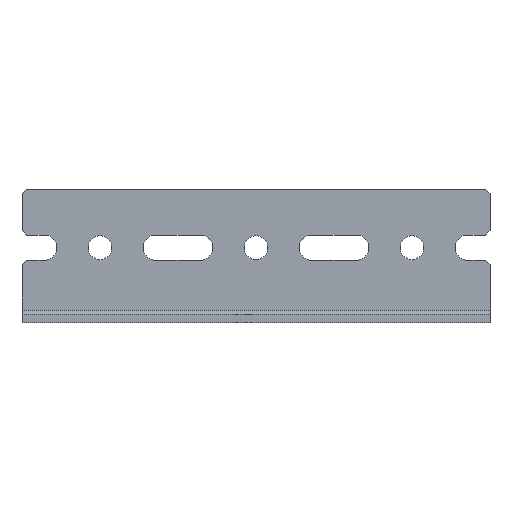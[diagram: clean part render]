
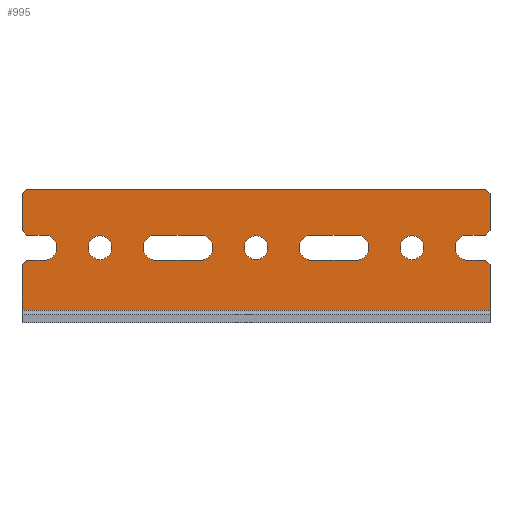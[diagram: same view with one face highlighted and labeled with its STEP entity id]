
A CAD part, top view. The second image highlights one B-rep face of the part: STEP entity #995.
In plain terms, the highlighted planar face has unit normal (0, 0, 1).
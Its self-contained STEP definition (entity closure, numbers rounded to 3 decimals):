
#26=PLANE('',#1092);
#56=LINE('',#1427,#148);
#64=LINE('',#1457,#156);
#74=LINE('',#1532,#166);
#78=LINE('',#1541,#170);
#99=LINE('',#1580,#191);
#101=LINE('',#1584,#193);
#102=LINE('',#1586,#194);
#103=LINE('',#1587,#195);
#104=LINE('',#1589,#196);
#105=LINE('',#1590,#197);
#106=LINE('',#1591,#198);
#107=LINE('',#1592,#199);
#108=LINE('',#1594,#200);
#109=LINE('',#1598,#201);
#110=LINE('',#1600,#202);
#111=LINE('',#1601,#203);
#112=LINE('',#1602,#204);
#113=LINE('',#1603,#205);
#114=LINE('',#1604,#206);
#115=LINE('',#1605,#207);
#148=VECTOR('',#1147,1000.);
#156=VECTOR('',#1173,1000.);
#166=VECTOR('',#1249,1000.);
#170=VECTOR('',#1255,1000.);
#191=VECTOR('',#1284,1000.);
#193=VECTOR('',#1288,1000.);
#194=VECTOR('',#1289,1000.);
#195=VECTOR('',#1290,1000.);
#196=VECTOR('',#1291,1000.);
#197=VECTOR('',#1292,1000.);
#198=VECTOR('',#1293,1000.);
#199=VECTOR('',#1294,1000.);
#200=VECTOR('',#1295,1000.);
#201=VECTOR('',#1298,1000.);
#202=VECTOR('',#1299,1000.);
#203=VECTOR('',#1300,1000.);
#204=VECTOR('',#1301,1000.);
#205=VECTOR('',#1302,1000.);
#206=VECTOR('',#1303,1000.);
#207=VECTOR('',#1304,1000.);
#329=ORIENTED_EDGE('',*,*,#506,.T.);
#330=ORIENTED_EDGE('',*,*,#581,.T.);
#331=ORIENTED_EDGE('',*,*,#582,.T.);
#332=ORIENTED_EDGE('',*,*,#500,.T.);
#333=ORIENTED_EDGE('',*,*,#583,.T.);
#334=ORIENTED_EDGE('',*,*,#584,.T.);
#335=ORIENTED_EDGE('',*,*,#556,.T.);
#336=ORIENTED_EDGE('',*,*,#585,.T.);
#337=ORIENTED_EDGE('',*,*,#579,.T.);
#338=ORIENTED_EDGE('',*,*,#586,.T.);
#339=ORIENTED_EDGE('',*,*,#552,.T.);
#340=ORIENTED_EDGE('',*,*,#587,.T.);
#341=ORIENTED_EDGE('',*,*,#588,.T.);
#342=ORIENTED_EDGE('',*,*,#589,.T.);
#343=ORIENTED_EDGE('',*,*,#590,.T.);
#344=ORIENTED_EDGE('',*,*,#591,.T.);
#345=ORIENTED_EDGE('',*,*,#520,.T.);
#346=ORIENTED_EDGE('',*,*,#592,.F.);
#347=ORIENTED_EDGE('',*,*,#593,.T.);
#348=ORIENTED_EDGE('',*,*,#512,.T.);
#349=ORIENTED_EDGE('',*,*,#594,.T.);
#350=ORIENTED_EDGE('',*,*,#531,.T.);
#351=ORIENTED_EDGE('',*,*,#595,.T.);
#352=ORIENTED_EDGE('',*,*,#516,.T.);
#353=ORIENTED_EDGE('',*,*,#596,.T.);
#354=ORIENTED_EDGE('',*,*,#537,.T.);
#355=ORIENTED_EDGE('',*,*,#528,.T.);
#356=ORIENTED_EDGE('',*,*,#534,.T.);
#357=ORIENTED_EDGE('',*,*,#597,.T.);
#500=EDGE_CURVE('',#632,#633,#728,.T.);
#506=EDGE_CURVE('',#639,#638,#56,.T.);
#512=EDGE_CURVE('',#644,#645,#732,.T.);
#516=EDGE_CURVE('',#648,#649,#734,.T.);
#520=EDGE_CURVE('',#652,#653,#64,.T.);
#528=EDGE_CURVE('',#660,#660,#738,.T.);
#531=EDGE_CURVE('',#664,#662,#740,.T.);
#534=EDGE_CURVE('',#666,#666,#742,.T.);
#537=EDGE_CURVE('',#670,#668,#744,.T.);
#552=EDGE_CURVE('',#684,#685,#74,.T.);
#556=EDGE_CURVE('',#688,#689,#78,.T.);
#579=EDGE_CURVE('',#702,#701,#99,.T.);
#581=EDGE_CURVE('',#638,#703,#101,.T.);
#582=EDGE_CURVE('',#703,#632,#102,.F.);
#583=EDGE_CURVE('',#633,#704,#103,.T.);
#584=EDGE_CURVE('',#704,#688,#104,.T.);
#585=EDGE_CURVE('',#689,#702,#105,.F.);
#586=EDGE_CURVE('',#701,#684,#106,.F.);
#587=EDGE_CURVE('',#685,#705,#107,.T.);
#588=EDGE_CURVE('',#705,#706,#108,.T.);
#589=EDGE_CURVE('',#706,#707,#760,.T.);
#590=EDGE_CURVE('',#707,#708,#109,.F.);
#591=EDGE_CURVE('',#708,#652,#110,.T.);
#592=EDGE_CURVE('',#639,#653,#111,.T.);
#593=EDGE_CURVE('',#662,#644,#112,.F.);
#594=EDGE_CURVE('',#645,#664,#113,.T.);
#595=EDGE_CURVE('',#668,#648,#114,.F.);
#596=EDGE_CURVE('',#649,#670,#115,.T.);
#597=EDGE_CURVE('',#709,#709,#761,.T.);
#632=VERTEX_POINT('',#1414);
#633=VERTEX_POINT('',#1415);
#638=VERTEX_POINT('',#1426);
#639=VERTEX_POINT('',#1428);
#644=VERTEX_POINT('',#1440);
#645=VERTEX_POINT('',#1441);
#648=VERTEX_POINT('',#1449);
#649=VERTEX_POINT('',#1450);
#652=VERTEX_POINT('',#1458);
#653=VERTEX_POINT('',#1459);
#660=VERTEX_POINT('',#1475);
#662=VERTEX_POINT('',#1480);
#664=VERTEX_POINT('',#1483);
#666=VERTEX_POINT('',#1489);
#668=VERTEX_POINT('',#1494);
#670=VERTEX_POINT('',#1497);
#684=VERTEX_POINT('',#1533);
#685=VERTEX_POINT('',#1534);
#688=VERTEX_POINT('',#1542);
#689=VERTEX_POINT('',#1543);
#701=VERTEX_POINT('',#1579);
#702=VERTEX_POINT('',#1581);
#703=VERTEX_POINT('',#1585);
#704=VERTEX_POINT('',#1588);
#705=VERTEX_POINT('',#1593);
#706=VERTEX_POINT('',#1595);
#707=VERTEX_POINT('',#1597);
#708=VERTEX_POINT('',#1599);
#709=VERTEX_POINT('',#1607);
#728=CIRCLE('',#1042,3.569);
#732=CIRCLE('',#1048,3.569);
#734=CIRCLE('',#1051,3.569);
#738=CIRCLE('',#1057,3.378);
#740=CIRCLE('',#1060,3.569);
#742=CIRCLE('',#1063,3.378);
#744=CIRCLE('',#1066,3.569);
#760=CIRCLE('',#1093,3.569);
#761=CIRCLE('',#1094,3.378);
#800=EDGE_LOOP('',(#329,#330,#331,#332,#333,#334,#335,#336,#337,#338,#339,
#340,#341,#342,#343,#344,#345,#346));
#801=EDGE_LOOP('',(#347,#348,#349,#350));
#802=EDGE_LOOP('',(#351,#352,#353,#354));
#803=EDGE_LOOP('',(#355));
#804=EDGE_LOOP('',(#356));
#805=EDGE_LOOP('',(#357));
#894=FACE_BOUND('',#800,.T.);
#895=FACE_BOUND('',#801,.T.);
#896=FACE_BOUND('',#802,.T.);
#897=FACE_BOUND('',#803,.T.);
#898=FACE_BOUND('',#804,.T.);
#899=FACE_BOUND('',#805,.T.);
#995=ADVANCED_FACE('',(#894,#895,#896,#897,#898,#899),#26,.T.);
#1042=AXIS2_PLACEMENT_3D('',#1413,#1137,#1138);
#1048=AXIS2_PLACEMENT_3D('',#1439,#1157,#1158);
#1051=AXIS2_PLACEMENT_3D('',#1448,#1165,#1166);
#1057=AXIS2_PLACEMENT_3D('',#1474,#1185,#1186);
#1060=AXIS2_PLACEMENT_3D('',#1482,#1192,#1193);
#1063=AXIS2_PLACEMENT_3D('',#1488,#1199,#1200);
#1066=AXIS2_PLACEMENT_3D('',#1496,#1206,#1207);
#1092=AXIS2_PLACEMENT_3D('',#1583,#1286,#1287);
#1093=AXIS2_PLACEMENT_3D('',#1596,#1296,#1297);
#1094=AXIS2_PLACEMENT_3D('',#1606,#1305,#1306);
#1137=DIRECTION('',(0.,0.,-1.));
#1138=DIRECTION('',(1.,0.,0.));
#1147=DIRECTION('',(0.,1.,0.));
#1157=DIRECTION('',(0.,0.,-1.));
#1158=DIRECTION('',(1.,0.,0.));
#1165=DIRECTION('',(0.,0.,-1.));
#1166=DIRECTION('',(1.,0.,0.));
#1173=DIRECTION('',(0.,-1.,0.));
#1185=DIRECTION('',(0.,0.,-1.));
#1186=DIRECTION('',(1.,0.,0.));
#1192=DIRECTION('',(0.,0.,-1.));
#1193=DIRECTION('',(1.,0.,0.));
#1199=DIRECTION('',(0.,0.,-1.));
#1200=DIRECTION('',(1.,0.,0.));
#1206=DIRECTION('',(0.,0.,-1.));
#1207=DIRECTION('',(1.,0.,0.));
#1249=DIRECTION('',(0.,-1.,0.));
#1255=DIRECTION('',(0.,1.,0.));
#1284=DIRECTION('',(-1.,0.,0.));
#1286=DIRECTION('',(0.,0.,1.));
#1287=DIRECTION('',(1.,0.,0.));
#1288=DIRECTION('',(-0.707,0.707,0.));
#1289=DIRECTION('',(1.,0.,0.));
#1290=DIRECTION('',(1.,0.,0.));
#1291=DIRECTION('',(0.707,0.707,0.));
#1292=DIRECTION('',(0.707,-0.707,0.));
#1293=DIRECTION('',(0.707,0.707,0.));
#1294=DIRECTION('',(0.707,-0.707,0.));
#1295=DIRECTION('',(1.,0.,0.));
#1296=DIRECTION('',(0.,0.,-1.));
#1297=DIRECTION('',(1.,0.,0.));
#1298=DIRECTION('',(1.,0.,0.));
#1299=DIRECTION('',(-0.707,-0.707,0.));
#1300=DIRECTION('',(-1.,0.,0.));
#1301=DIRECTION('',(1.,0.,0.));
#1302=DIRECTION('',(1.,0.,0.));
#1303=DIRECTION('',(1.,0.,0.));
#1304=DIRECTION('',(1.,0.,0.));
#1305=DIRECTION('',(0.,0.,-1.));
#1306=DIRECTION('',(1.,0.,0.));
#1413=CARTESIAN_POINT('',(60.325,2.362,2.413));
#1414=CARTESIAN_POINT('',(60.325,-1.207,2.413));
#1415=CARTESIAN_POINT('',(60.325,5.931,2.413));
#1426=CARTESIAN_POINT('',(66.675,-2.477,2.413));
#1427=CARTESIAN_POINT('',(66.675,-19.05,2.413));
#1428=CARTESIAN_POINT('',(66.675,-15.418,2.413));
#1439=CARTESIAN_POINT('',(15.875,2.362,2.413));
#1440=CARTESIAN_POINT('',(15.875,-1.207,2.413));
#1441=CARTESIAN_POINT('',(15.875,5.931,2.413));
#1448=CARTESIAN_POINT('',(-28.575,2.362,2.413));
#1449=CARTESIAN_POINT('',(-28.575,-1.207,2.413));
#1450=CARTESIAN_POINT('',(-28.575,5.931,2.413));
#1457=CARTESIAN_POINT('',(-66.675,19.05,2.413));
#1458=CARTESIAN_POINT('',(-66.675,-2.477,2.413));
#1459=CARTESIAN_POINT('',(-66.675,-15.418,2.413));
#1474=CARTESIAN_POINT('',(44.45,2.362,2.413));
#1475=CARTESIAN_POINT('',(47.828,2.362,2.413));
#1480=CARTESIAN_POINT('',(28.575,-1.207,2.413));
#1482=CARTESIAN_POINT('',(28.575,2.362,2.413));
#1483=CARTESIAN_POINT('',(28.575,5.931,2.413));
#1488=CARTESIAN_POINT('',(0.,2.362,2.413));
#1489=CARTESIAN_POINT('',(3.378,2.362,2.413));
#1494=CARTESIAN_POINT('',(-15.875,-1.207,2.413));
#1496=CARTESIAN_POINT('',(-15.875,2.362,2.413));
#1497=CARTESIAN_POINT('',(-15.875,5.931,2.413));
#1532=CARTESIAN_POINT('',(-66.675,19.05,2.413));
#1533=CARTESIAN_POINT('',(-66.675,17.78,2.413));
#1534=CARTESIAN_POINT('',(-66.675,7.201,2.413));
#1541=CARTESIAN_POINT('',(66.675,-19.05,2.413));
#1542=CARTESIAN_POINT('',(66.675,7.201,2.413));
#1543=CARTESIAN_POINT('',(66.675,17.78,2.413));
#1579=CARTESIAN_POINT('',(-65.405,19.05,2.413));
#1580=CARTESIAN_POINT('',(66.675,19.05,2.413));
#1581=CARTESIAN_POINT('',(65.405,19.05,2.413));
#1583=CARTESIAN_POINT('',(0.,0.,2.413));
#1584=CARTESIAN_POINT('',(32.099,32.099,2.413));
#1585=CARTESIAN_POINT('',(65.405,-1.207,2.413));
#1586=CARTESIAN_POINT('',(0.,-1.207,2.413));
#1587=CARTESIAN_POINT('',(0.,5.931,2.413));
#1588=CARTESIAN_POINT('',(65.405,5.931,2.413));
#1589=CARTESIAN_POINT('',(29.737,-29.737,2.413));
#1590=CARTESIAN_POINT('',(42.228,42.227,2.413));
#1591=CARTESIAN_POINT('',(-42.227,42.228,2.413));
#1592=CARTESIAN_POINT('',(-29.737,-29.737,2.413));
#1593=CARTESIAN_POINT('',(-65.405,5.931,2.413));
#1594=CARTESIAN_POINT('',(0.,5.931,2.413));
#1595=CARTESIAN_POINT('',(-60.325,5.931,2.413));
#1596=CARTESIAN_POINT('',(-60.325,2.362,2.413));
#1597=CARTESIAN_POINT('',(-60.325,-1.207,2.413));
#1598=CARTESIAN_POINT('',(0.,-1.207,2.413));
#1599=CARTESIAN_POINT('',(-65.405,-1.207,2.413));
#1600=CARTESIAN_POINT('',(-32.099,32.099,2.413));
#1601=CARTESIAN_POINT('',(66.675,-15.418,2.413));
#1602=CARTESIAN_POINT('',(0.,-1.207,2.413));
#1603=CARTESIAN_POINT('',(0.,5.931,2.413));
#1604=CARTESIAN_POINT('',(0.,-1.207,2.413));
#1605=CARTESIAN_POINT('',(0.,5.931,2.413));
#1606=CARTESIAN_POINT('',(-44.45,2.362,2.413));
#1607=CARTESIAN_POINT('',(-41.072,2.362,2.413));
